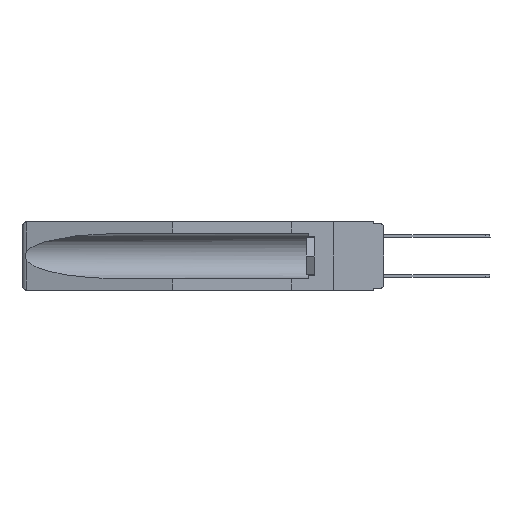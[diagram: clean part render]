
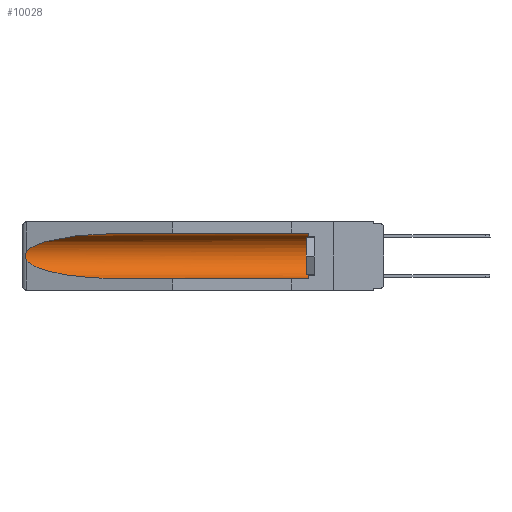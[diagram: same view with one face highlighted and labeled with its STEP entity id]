
A CAD part, left-side view. The second image highlights one B-rep face of the part: STEP entity #10028.
In plain terms, the highlighted cylindrical face has radius 2.857 mm (diameter 5.715 mm), a partial arc.
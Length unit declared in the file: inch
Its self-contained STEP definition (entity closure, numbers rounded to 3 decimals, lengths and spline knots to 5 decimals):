
#33 = CARTESIAN_POINT ( 'NONE',  ( 0.26597, 1.5296, -0.19026 ) ) ;
#608 = CARTESIAN_POINT ( 'NONE',  ( 0.26537, 1.52718, -0.19328 ) ) ;
#1064 = FACE_OUTER_BOUND ( 'NONE', #10038, .T. ) ;
#1376 = CARTESIAN_POINT ( 'NONE',  ( 0.155, 1.07973, -0.284 ) ) ;
#1634 = CARTESIAN_POINT ( 'NONE',  ( 0.26537, 1.52718, -0.19328 ) ) ;
#4217 = CYLINDRICAL_SURFACE ( 'NONE', #14142, 0.1125 ) ;
#4571 = B_SPLINE_CURVE_WITH_KNOTS ( 'NONE', 3,
 ( #8314, #20753, #18590, #6276, #24696, #14254, #14119, #22656, #33, #18453 ),
 .UNSPECIFIED., .F., .F.,
 ( 4, 2, 2, 2, 4 ),
 ( 0., 0.00029, 0.00058, 0.00087, 0.00117 ),
 .UNSPECIFIED. ) ;
#4666 = VERTEX_POINT ( 'NONE', #608 ) ;
#6276 = CARTESIAN_POINT ( 'NONE',  ( 0.2673, 1.5327, -0.16383 ) ) ;
#6440 = DIRECTION ( 'NONE',  ( 0., 1., 0. ) ) ;
#6611 = EDGE_CURVE ( 'NONE', #4666, #15928, #13403, .T. ) ;
#6846 = LINE ( 'NONE', #11026, #19892 ) ;
#6961 = VECTOR ( 'NONE', #6440, 39.37008 ) ;
#7128 = DIRECTION ( 'NONE',  ( 0., 0., 1. ) ) ;
#8034 = ORIENTED_EDGE ( 'NONE', *, *, #14403, .T. ) ;
#8053 = ORIENTED_EDGE ( 'NONE', *, *, #6611, .T. ) ;
#8314 = CARTESIAN_POINT ( 'NONE',  ( 0.26537, 1.52718, -0.14972 ) ) ;
#8376 = CARTESIAN_POINT ( 'NONE',  ( 0.155, 0.126, -0.284 ) ) ;
#8753 =( BOUNDED_CURVE ( )  B_SPLINE_CURVE ( 3, ( #14684, #12509, #18472, #10611 ),
 .UNSPECIFIED., .F., .F. ) 
 B_SPLINE_CURVE_WITH_KNOTS ( ( 4, 4 ),
 ( 4.71239, 6.08839 ),
 .UNSPECIFIED. ) 
 CURVE ( )  GEOMETRIC_REPRESENTATION_ITEM ( )  RATIONAL_B_SPLINE_CURVE ( ( 1., 0.848, 0.848, 1. ) ) 
 REPRESENTATION_ITEM ( '' )  );
#9603 = EDGE_CURVE ( 'NONE', #10702, #12709, #19013, .T. ) ;
#10028 = ADVANCED_FACE ( 'NONE', ( #1064 ), #4217, .F. ) ;
#10038 = EDGE_LOOP ( 'NONE', ( #23988, #15743, #8053, #15108, #8034, #11656 ) ) ;
#10274 = VERTEX_POINT ( 'NONE', #8376 ) ;
#10611 = CARTESIAN_POINT ( 'NONE',  ( 0.26537, 1.52718, -0.14972 ) ) ;
#10702 = VERTEX_POINT ( 'NONE', #14560 ) ;
#11026 = CARTESIAN_POINT ( 'NONE',  ( 0.155, -0.30754, -0.284 ) ) ;
#11150 = CARTESIAN_POINT ( 'NONE',  ( 0.155, 0.126, -0.1715 ) ) ;
#11162 = EDGE_CURVE ( 'NONE', #20632, #4666, #4571, .T. ) ;
#11656 = ORIENTED_EDGE ( 'NONE', *, *, #9603, .T. ) ;
#12481 = DIRECTION ( 'NONE',  ( 0., 1., 0. ) ) ;
#12509 = CARTESIAN_POINT ( 'NONE',  ( 0.21114, 1.30732, -0.059 ) ) ;
#12709 = VERTEX_POINT ( 'NONE', #26600 ) ;
#13403 =( BOUNDED_CURVE ( )  B_SPLINE_CURVE ( 3, ( #1634, #24403, #15995, #1376 ),
 .UNSPECIFIED., .F., .F. ) 
 B_SPLINE_CURVE_WITH_KNOTS ( ( 4, 4 ),
 ( 0.1948, 1.5708 ),
 .UNSPECIFIED. ) 
 CURVE ( )  GEOMETRIC_REPRESENTATION_ITEM ( )  RATIONAL_B_SPLINE_CURVE ( ( 1., 0.848, 0.848, 1. ) ) 
 REPRESENTATION_ITEM ( '' )  );
#14119 = CARTESIAN_POINT ( 'NONE',  ( 0.2673, 1.53269, -0.17917 ) ) ;
#14142 = AXIS2_PLACEMENT_3D ( 'NONE', #22775, #12481, #20748 ) ;
#14254 = CARTESIAN_POINT ( 'NONE',  ( 0.2675, 1.53308, -0.17534 ) ) ;
#14344 = EDGE_CURVE ( 'NONE', #10274, #15928, #6846, .T. ) ;
#14403 = EDGE_CURVE ( 'NONE', #10274, #10702, #20317, .T. ) ;
#14560 = CARTESIAN_POINT ( 'NONE',  ( 0.155, 0.126, -0.059 ) ) ;
#14684 = CARTESIAN_POINT ( 'NONE',  ( 0.155, 1.07973, -0.059 ) ) ;
#14827 = CARTESIAN_POINT ( 'NONE',  ( 0.155, -0.30754, -0.059 ) ) ;
#15108 = ORIENTED_EDGE ( 'NONE', *, *, #14344, .F. ) ;
#15743 = ORIENTED_EDGE ( 'NONE', *, *, #11162, .T. ) ;
#15928 = VERTEX_POINT ( 'NONE', #20777 ) ;
#15995 = CARTESIAN_POINT ( 'NONE',  ( 0.21114, 1.30732, -0.284 ) ) ;
#17412 = DIRECTION ( 'NONE',  ( 0., -1., 0. ) ) ;
#18152 = EDGE_CURVE ( 'NONE', #12709, #20632, #8753, .T. ) ;
#18453 = CARTESIAN_POINT ( 'NONE',  ( 0.26537, 1.52718, -0.19328 ) ) ;
#18472 = CARTESIAN_POINT ( 'NONE',  ( 0.25451, 1.48313, -0.09465 ) ) ;
#18590 = CARTESIAN_POINT ( 'NONE',  ( 0.26654, 1.53092, -0.15636 ) ) ;
#18604 = AXIS2_PLACEMENT_3D ( 'NONE', #11150, #17412, #7128 ) ;
#19013 = LINE ( 'NONE', #14827, #6961 ) ;
#19419 = CARTESIAN_POINT ( 'NONE',  ( 0.26537, 1.52718, -0.14972 ) ) ;
#19892 = VECTOR ( 'NONE', #21196, 39.37008 ) ;
#20317 = CIRCLE ( 'NONE', #18604, 0.1125 ) ;
#20632 = VERTEX_POINT ( 'NONE', #19419 ) ;
#20748 = DIRECTION ( 'NONE',  ( 0., 0., 1. ) ) ;
#20753 = CARTESIAN_POINT ( 'NONE',  ( 0.26597, 1.52961, -0.15275 ) ) ;
#20777 = CARTESIAN_POINT ( 'NONE',  ( 0.155, 1.07973, -0.284 ) ) ;
#21196 = DIRECTION ( 'NONE',  ( 0., 1., 0. ) ) ;
#22656 = CARTESIAN_POINT ( 'NONE',  ( 0.26655, 1.53094, -0.18657 ) ) ;
#22775 = CARTESIAN_POINT ( 'NONE',  ( 0.155, -0.30754, -0.1715 ) ) ;
#23988 = ORIENTED_EDGE ( 'NONE', *, *, #18152, .T. ) ;
#24403 = CARTESIAN_POINT ( 'NONE',  ( 0.25451, 1.48313, -0.24835 ) ) ;
#24696 = CARTESIAN_POINT ( 'NONE',  ( 0.2675, 1.53308, -0.16763 ) ) ;
#26600 = CARTESIAN_POINT ( 'NONE',  ( 0.155, 1.07973, -0.059 ) ) ;
